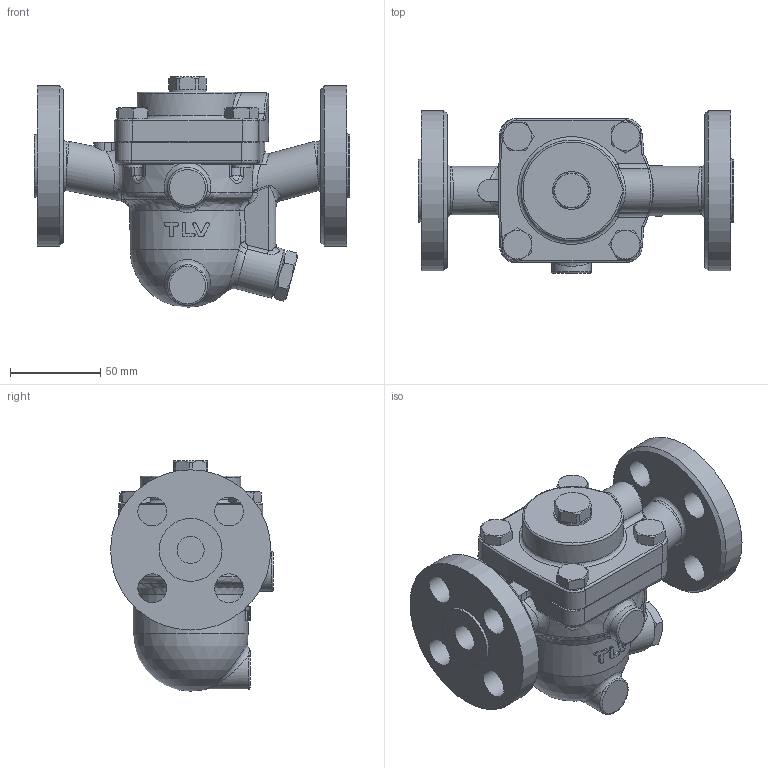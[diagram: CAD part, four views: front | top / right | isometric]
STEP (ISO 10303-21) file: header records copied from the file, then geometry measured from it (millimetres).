
FILE_DESCRIPTION((''),'2;1');
FILE_NAME('j3x00-015-a0150-00.stp','2010-10-01T15:39:00',('nakaot'),(''),'Autodesk Inventor 2008','Autodesk Inventor 2008','');
FILE_SCHEMA(('AUTOMOTIVE_DESIGN { 1 0 10303 214 1 1 1 1 }'));
Length unit declared in the file: millimetre
Products named in the file (1): j3x00-015-a0150-00
Bounding box: 175 x 90.5 x 128 mm (x, y, z)
Volume: 685543.2 mm3; surface area: 92752.1 mm2
Topology: 1 solids, 1 shells, 366 faces, 881 edges, 543 vertices
Faces by surface type: plane 101, bspline 85, cylinder 85, cone 73, torus 21, sphere 1
Full cylindrical faces by diameter (mm): 10 x8, 15 x1, 16 x4, 21 x1, 22 x1, 27 x2, 28 x1, 34.9 x1, 56.5 x1, 89 x1
Entity records: 18928 total; most frequent: CARTESIAN_POINT 11343, ORIENTED_EDGE 1646, DIRECTION 1430, EDGE_CURVE 823, AXIS2_PLACEMENT_3D 631, VERTEX_POINT 528, EDGE_LOOP 459, FACE_OUTER_BOUND 366
